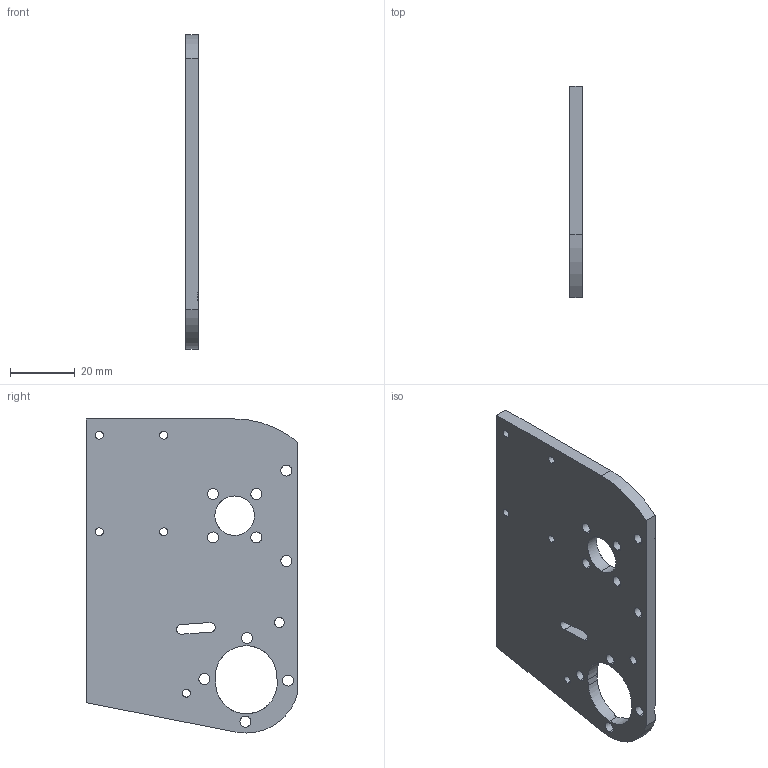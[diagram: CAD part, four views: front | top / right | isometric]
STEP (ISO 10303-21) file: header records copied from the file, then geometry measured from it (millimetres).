
FILE_DESCRIPTION (( 'STEP AP214' ), '1' );
FILE_NAME ('G-USS19-004.STEP', '2018-11-26T07:04:21', ( 'Baume' ), ( '' ), 'SwSTEP 2.0', 'SolidWorks 2016', '' );
FILE_SCHEMA (( 'AUTOMOTIVE_DESIGN' ));
Length unit declared in the file: millimetre
Products named in the file (1): G-USS19-004
Bounding box: 4 x 65.5 x 97.38 mm (x, y, z)
Volume: 21637.5 mm3; surface area: 13197.4 mm2
Topology: 1 solids, 1 shells, 83 faces, 234 edges, 146 vertices
Faces by surface type: cylinder 43, cone 30, plane 10
Entity records: 2946 total; most frequent: DIRECTION 518, CARTESIAN_POINT 518, ORIENTED_EDGE 468, EDGE_CURVE 234, AXIS2_PLACEMENT_3D 210, VERTEX_POINT 146, CIRCLE 126, EDGE_LOOP 114
